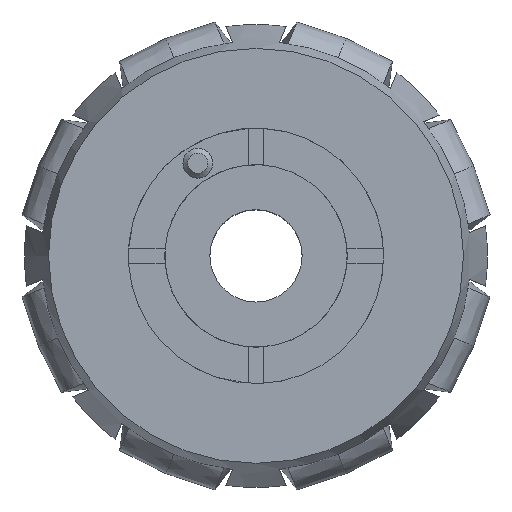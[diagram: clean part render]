
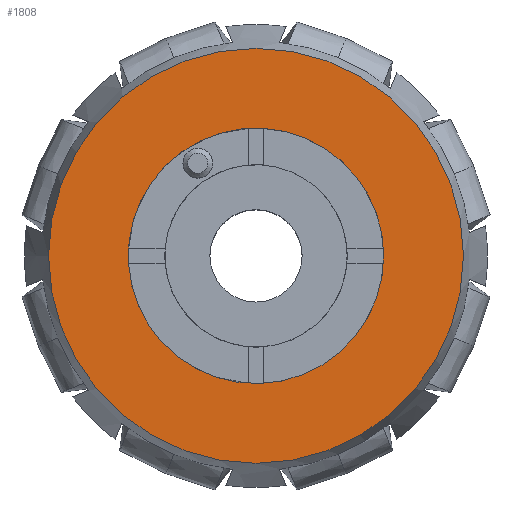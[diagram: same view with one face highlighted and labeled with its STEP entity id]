
A CAD part, top view. The second image highlights one B-rep face of the part: STEP entity #1808.
In plain terms, the highlighted planar face has unit normal (0, 0, 1).
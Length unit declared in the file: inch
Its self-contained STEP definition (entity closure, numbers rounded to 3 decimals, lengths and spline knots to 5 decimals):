
#64=FACE_BOUND($,#317,.T.);
#211=FACE_OUTER_BOUND($,#316,.T.);
#316=EDGE_LOOP($,(#1639));
#317=EDGE_LOOP($,(#1640));
#385=CIRCLE($,#1930,0.865);
#416=CIRCLE($,#1983,0.5325);
#831=VERTEX_POINT($,#2944);
#880=VERTEX_POINT($,#3092);
#1055=EDGE_CURVE($,#831,#831,#385,.T.);
#1128=EDGE_CURVE($,#880,#880,#416,.T.);
#1639=ORIENTED_EDGE($,*,*,#1055,.F.);
#1640=ORIENTED_EDGE($,*,*,#1128,.T.);
#1717=PLANE($,#1998);
#1808=ADVANCED_FACE($,(#211,#64),#1717,.F.);
#1930=AXIS2_PLACEMENT_3D($,#2945,#2341,#2342);
#1983=AXIS2_PLACEMENT_3D($,#3093,#2487,#2488);
#1998=AXIS2_PLACEMENT_3D($,#3119,#2523,#2524);
#2341=DIRECTION('center_axis',(0.,0.,-1.));
#2342=DIRECTION('ref_axis',(-1.,0.,0.));
#2487=DIRECTION('center_axis',(0.,0.,-1.));
#2488=DIRECTION('ref_axis',(-1.,0.,0.));
#2523=DIRECTION('center_axis',(0.,0.,-1.));
#2524=DIRECTION('ref_axis',(-1.,0.,0.));
#2944=CARTESIAN_POINT('',(-0.865,0.,0.));
#2945=CARTESIAN_POINT('Origin',(0.,0.,0.));
#3092=CARTESIAN_POINT('',(0.5325,0.,0.));
#3093=CARTESIAN_POINT('Origin',(0.,0.,0.));
#3119=CARTESIAN_POINT('Origin',(0.,0.,0.));
